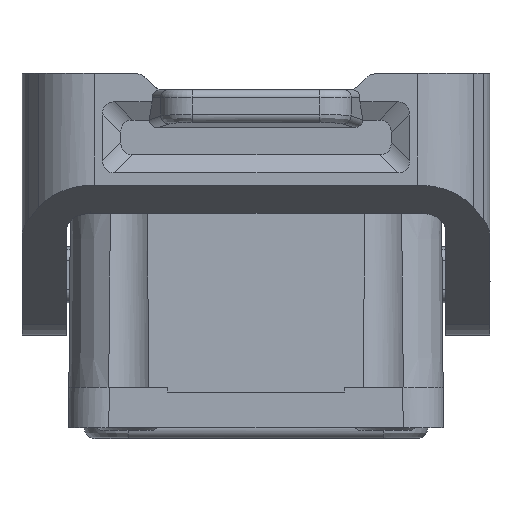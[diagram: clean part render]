
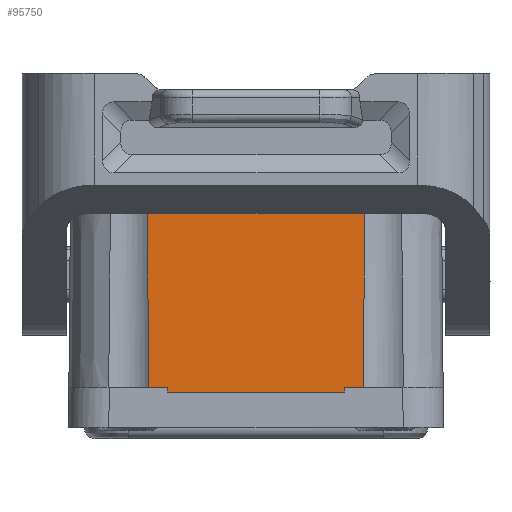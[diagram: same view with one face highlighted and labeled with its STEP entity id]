
A CAD part, left-side view. The second image highlights one B-rep face of the part: STEP entity #95750.
In plain terms, the highlighted face is planar.
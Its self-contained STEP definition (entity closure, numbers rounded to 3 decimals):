
#82940=CARTESIAN_POINT('',(32.459,0.,11.));
#82950=DIRECTION('',(0.009,-1.,
0.));
#82960=VECTOR('',#82950,1.);
#82970=LINE('',#82940,#82960);
#82980=CARTESIAN_POINT('',(32.445,1.6,11.));
#82990=VERTEX_POINT('',#82980);
#83000=CARTESIAN_POINT('',(32.451,1.,11.));
#83010=VERTEX_POINT('',#83000);
#83020=EDGE_CURVE('',#82990,#83010,#82970,.T.);
#94270=CARTESIAN_POINT('',(35.503,23.6,-16.));
#94280=DIRECTION('',(0.,1.,0.));
#94290=DIRECTION('',(1.,0.,0.));
#94300=AXIS2_PLACEMENT_3D('',#94270,#94280,#94290);
#94310=CYLINDRICAL_SURFACE('',#94300,4.1);
#94390=CARTESIAN_POINT('',(32.445,1.6,-13.269));
#94400=VERTEX_POINT('',#94390);
#94430=CARTESIAN_POINT('',(32.253,23.6,
0.));
#94440=DIRECTION('',(1.,0.009,
0.));
#94450=DIRECTION('',(0.,0.,-1.));
#94460=AXIS2_PLACEMENT_3D('',#94430,#94440,#94450);
#94470=PLANE('',#94460);
#94480=CARTESIAN_POINT('',(32.253,23.6,
-13.501));
#94490=CARTESIAN_POINT('',(32.261,22.684,
-13.49));
#94500=CARTESIAN_POINT('',(32.269,21.767,
-13.48));
#94510=CARTESIAN_POINT('',(32.277,20.85,
-13.47));
#94520=CARTESIAN_POINT('',(32.285,19.934,
-13.459));
#94530=CARTESIAN_POINT('',(32.293,19.017,
-13.449));
#94540=CARTESIAN_POINT('',(32.301,18.1,
-13.439));
#94550=CARTESIAN_POINT('',(32.317,16.267,
-13.419));
#94560=CARTESIAN_POINT('',(32.333,14.434,
-13.4));
#94570=CARTESIAN_POINT('',(32.349,12.6,
-13.38));
#94580=CARTESIAN_POINT('',(32.365,10.767,
-13.361));
#94590=CARTESIAN_POINT('',(32.381,8.934,
-13.342));
#94600=CARTESIAN_POINT('',(32.397,7.1,
-13.324));
#94610=CARTESIAN_POINT('',(32.413,5.267,
-13.305));
#94620=CARTESIAN_POINT('',(32.429,3.434,
-13.287));
#94630=CARTESIAN_POINT('',(32.445,1.6,
-13.269));
#94640=B_SPLINE_CURVE_WITH_KNOTS('',3,(#94480,#94490,#94500,#94510,
#94520,#94530,#94540,#94550,#94560,#94570,#94580,#94590,#94600,#94610,
#94620,#94630),.UNSPECIFIED.,.F.,.F.,(4,3,3,3,3,4),(0.,2.75,
5.501,11.001,16.502,22.002),
.UNSPECIFIED.);
#94650=SURFACE_CURVE('',#94640,(#94470,#94310),.CURVE_3D.);
#94660=CARTESIAN_POINT('',(32.253,23.6,-13.501));
#94670=VERTEX_POINT('',#94660);
#94680=EDGE_CURVE('',#94670,#94400,#94650,.T.);
#95110=CARTESIAN_POINT('',(35.503,23.6,16.));
#95120=DIRECTION('',(0.,1.,0.));
#95130=DIRECTION('',(1.,0.,0.));
#95140=AXIS2_PLACEMENT_3D('',#95110,#95120,#95130);
#95150=CYLINDRICAL_SURFACE('',#95140,4.1);
#95160=CARTESIAN_POINT('',(32.253,23.6,
13.501));
#95170=CARTESIAN_POINT('',(32.269,21.767,
13.48));
#95180=CARTESIAN_POINT('',(32.285,19.934,
13.459));
#95190=CARTESIAN_POINT('',(32.301,18.1,
13.439));
#95200=CARTESIAN_POINT('',(32.317,16.267,
13.419));
#95210=CARTESIAN_POINT('',(32.333,14.434,
13.4));
#95220=CARTESIAN_POINT('',(32.349,12.6,
13.38));
#95230=CARTESIAN_POINT('',(32.365,10.767,
13.361));
#95240=CARTESIAN_POINT('',(32.381,8.934,
13.342));
#95250=CARTESIAN_POINT('',(32.397,7.1,
13.324));
#95260=CARTESIAN_POINT('',(32.413,5.267,
13.305));
#95270=CARTESIAN_POINT('',(32.429,3.434,
13.287));
#95280=CARTESIAN_POINT('',(32.445,1.6,
13.269));
#95290=B_SPLINE_CURVE_WITH_KNOTS('',3,(#95160,#95170,#95180,#95190,
#95200,#95210,#95220,#95230,#95240,#95250,#95260,#95270,#95280),
.UNSPECIFIED.,.F.,.F.,(4,3,3,3,4),(0.,5.501,11.001,
16.502,22.002),.UNSPECIFIED.);
#95300=SURFACE_CURVE('',#95290,(#95150,#94470),.CURVE_3D.);
#95310=CARTESIAN_POINT('',(32.253,23.6,13.501))
;
#95320=VERTEX_POINT('',#95310);
#95330=CARTESIAN_POINT('',(32.445,1.6,13.269));
#95340=VERTEX_POINT('',#95330);
#95350=EDGE_CURVE('',#95320,#95340,#95300,.T.);
#95360=ORIENTED_EDGE('',*,*,#95350,.T.);
#95370=CARTESIAN_POINT('',(32.253,23.6,0.));
#95380=DIRECTION('',(0.,0.,1.));
#95390=VECTOR('',#95380,1.);
#95400=LINE('',#95370,#95390);
#95410=EDGE_CURVE('',#94670,#95320,#95400,.T.);
#95420=ORIENTED_EDGE('',*,*,#95410,.T.);
#95430=ORIENTED_EDGE('',*,*,#94680,.F.);
#95440=CARTESIAN_POINT('',(32.445,1.6,0.));
#95450=DIRECTION('',(0.,0.,-1.));
#95460=VECTOR('',#95450,1.);
#95470=LINE('',#95440,#95460);
#95480=CARTESIAN_POINT('',(32.445,1.6,-11.));
#95490=VERTEX_POINT('',#95480);
#95500=EDGE_CURVE('',#95490,#94400,#95470,.T.);
#95510=ORIENTED_EDGE('',*,*,#95500,.T.);
#95520=CARTESIAN_POINT('',(32.459,0.,-11.));
#95530=DIRECTION('',(0.009,-1.,
0.));
#95540=VECTOR('',#95530,1.);
#95550=LINE('',#95520,#95540);
#95560=CARTESIAN_POINT('',(32.451,1.,-11.));
#95570=VERTEX_POINT('',#95560);
#95580=EDGE_CURVE('',#95490,#95570,#95550,.T.);
#95590=ORIENTED_EDGE('',*,*,#95580,.F.);
#95600=CARTESIAN_POINT('',(32.451,1.,0.));
#95610=DIRECTION('',(0.,0.,1.));
#95620=VECTOR('',#95610,1.);
#95630=LINE('',#95600,#95620);
#95640=EDGE_CURVE('',#95570,#83010,#95630,.T.);
#95650=ORIENTED_EDGE('',*,*,#95640,.F.);
#95660=ORIENTED_EDGE('',*,*,#83020,.T.);
#95670=CARTESIAN_POINT('',(32.445,1.6,0.));
#95680=DIRECTION('',(0.,0.,1.));
#95690=VECTOR('',#95680,1.);
#95700=LINE('',#95670,#95690);
#95710=EDGE_CURVE('',#82990,#95340,#95700,.T.);
#95720=ORIENTED_EDGE('',*,*,#95710,.F.);
#95730=EDGE_LOOP('',(#95720,#95660,#95650,#95590,#95510,#95430,#95420,
#95360));
#95740=FACE_OUTER_BOUND('',#95730,.T.);
#95750=ADVANCED_FACE('',(#95740),#94470,.T.);
